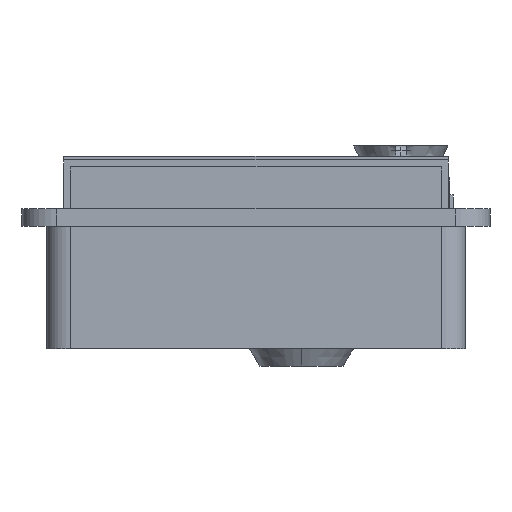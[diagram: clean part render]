
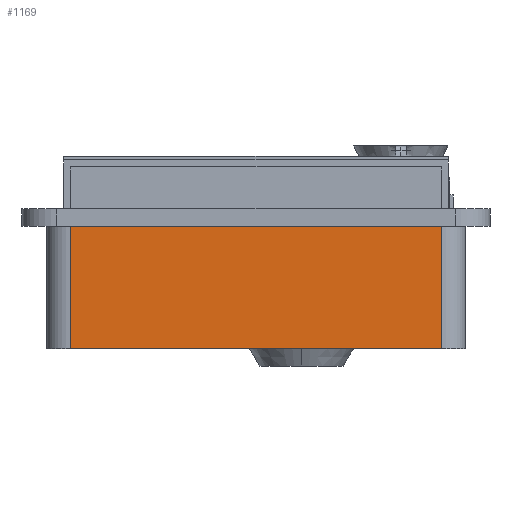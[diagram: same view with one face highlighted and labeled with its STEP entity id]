
A CAD part, left-side view. The second image highlights one B-rep face of the part: STEP entity #1169.
In plain terms, the highlighted planar face has unit normal (-1, 0, 0).
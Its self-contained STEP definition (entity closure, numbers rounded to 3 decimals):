
#207 = CARTESIAN_POINT ( 'NONE',  ( -68.145, 16.358, 1.75 ) ) ;
#510 = DIRECTION ( 'NONE',  ( 1., 0., 0. ) ) ;
#688 = ORIENTED_EDGE ( 'NONE', *, *, #5178, .F. ) ;
#878 = VECTOR ( 'NONE', #9797, 1000. ) ;
#916 = CARTESIAN_POINT ( 'NONE',  ( -68.145, 16.358, 1.75 ) ) ;
#1014 = LINE ( 'NONE', #207, #878 ) ;
#1169 = ADVANCED_FACE ( 'NONE', ( #9503 ), #2668, .F. ) ;
#1586 = DIRECTION ( 'NONE',  ( 0., 0., -1. ) ) ;
#1722 = EDGE_CURVE ( 'NONE', #6720, #6841, #8430, .T. ) ;
#1888 = EDGE_LOOP ( 'NONE', ( #6944, #8335, #688, #2071 ) ) ;
#1966 = VERTEX_POINT ( 'NONE', #2708 ) ;
#2071 = ORIENTED_EDGE ( 'NONE', *, *, #2430, .T. ) ;
#2226 = DIRECTION ( 'NONE',  ( 0., 0., -1. ) ) ;
#2361 = CARTESIAN_POINT ( 'NONE',  ( -68.145, 27.678, 1.75 ) ) ;
#2430 = EDGE_CURVE ( 'NONE', #1966, #6720, #3619, .T. ) ;
#2668 = PLANE ( 'NONE',  #7397 ) ;
#2708 = CARTESIAN_POINT ( 'NONE',  ( -68.145, 26.998, 1.75 ) ) ;
#3037 = VECTOR ( 'NONE', #2226, 1000. ) ;
#3296 = CARTESIAN_POINT ( 'NONE',  ( -68.145, 16.358, -1.75 ) ) ;
#3606 = CARTESIAN_POINT ( 'NONE',  ( -68.145, 27.678, -1.75 ) ) ;
#3619 = LINE ( 'NONE', #7640, #3037 ) ;
#3875 = EDGE_CURVE ( 'NONE', #6841, #6923, #1014, .T. ) ;
#4083 = DIRECTION ( 'NONE',  ( 0., -1., 0. ) ) ;
#5178 = EDGE_CURVE ( 'NONE', #1966, #6923, #5561, .T. ) ;
#5272 = DIRECTION ( 'NONE',  ( 0., -1., 0. ) ) ;
#5463 = VECTOR ( 'NONE', #4083, 1000. ) ;
#5561 = LINE ( 'NONE', #7833, #5463 ) ;
#6720 = VERTEX_POINT ( 'NONE', #7016 ) ;
#6841 = VERTEX_POINT ( 'NONE', #3296 ) ;
#6923 = VERTEX_POINT ( 'NONE', #916 ) ;
#6944 = ORIENTED_EDGE ( 'NONE', *, *, #1722, .T. ) ;
#7016 = CARTESIAN_POINT ( 'NONE',  ( -68.145, 26.998, -1.75 ) ) ;
#7397 = AXIS2_PLACEMENT_3D ( 'NONE', #2361, #510, #1586 ) ;
#7640 = CARTESIAN_POINT ( 'NONE',  ( -68.145, 26.998, 1.75 ) ) ;
#7833 = CARTESIAN_POINT ( 'NONE',  ( -68.145, 27.678, 1.75 ) ) ;
#8335 = ORIENTED_EDGE ( 'NONE', *, *, #3875, .T. ) ;
#8430 = LINE ( 'NONE', #3606, #8916 ) ;
#8916 = VECTOR ( 'NONE', #5272, 1000. ) ;
#9503 = FACE_OUTER_BOUND ( 'NONE', #1888, .T. ) ;
#9797 = DIRECTION ( 'NONE',  ( 0., 0., 1. ) ) ;
